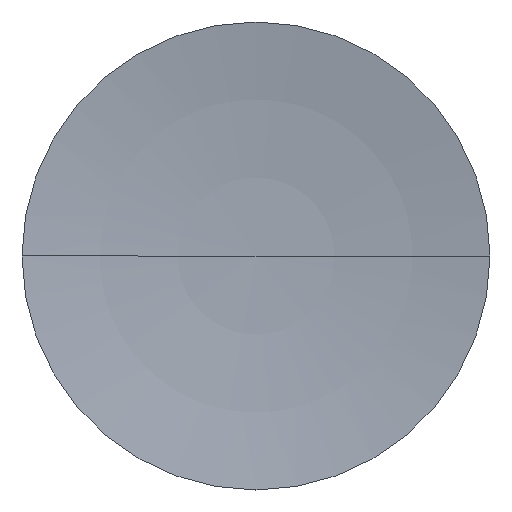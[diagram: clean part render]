
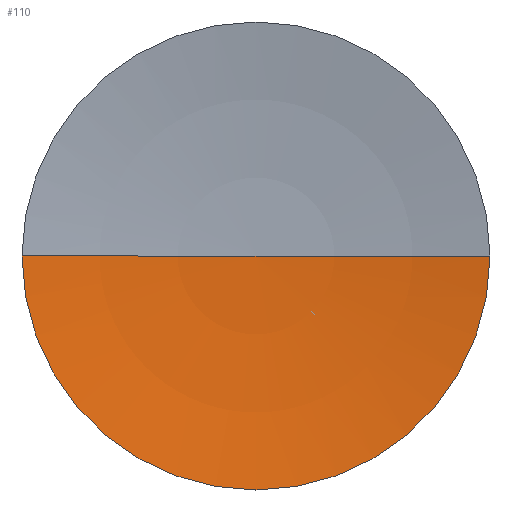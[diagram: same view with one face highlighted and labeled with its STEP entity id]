
A CAD part, left-side view. The second image highlights one B-rep face of the part: STEP entity #110.
In plain terms, the highlighted toroidal (fillet/blend) face has major radius 0.7 mm and minor radius 71.8 mm.
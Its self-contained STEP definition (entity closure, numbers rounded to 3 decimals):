
#10 = DIRECTION ( 'NONE',  ( 0., 0., 1. ) ) ;
#12 = ORIENTED_EDGE ( 'NONE', *, *, #30, .F. ) ;
#15 = AXIS2_PLACEMENT_3D ( 'NONE', #115, #133, #83 ) ;
#26 = CARTESIAN_POINT ( 'NONE',  ( 23.294, 52.878, 0. ) ) ;
#30 = EDGE_CURVE ( 'NONE', #179, #78, #192, .T. ) ;
#32 = VERTEX_POINT ( 'NONE', #174 ) ;
#35 = CARTESIAN_POINT ( 'NONE',  ( 23.294, 51.478, 0. ) ) ;
#40 = DIRECTION ( 'NONE',  ( 0., 0., -1. ) ) ;
#47 = AXIS2_PLACEMENT_3D ( 'NONE', #26, #10, #106 ) ;
#52 = TOROIDAL_SURFACE ( 'NONE', #109, 0.7, 71.8 ) ;
#73 = CIRCLE ( 'NONE', #47, 71.8 ) ;
#78 = VERTEX_POINT ( 'NONE', #135 ) ;
#83 = DIRECTION ( 'NONE',  ( 0., -1., 0. ) ) ;
#86 = CARTESIAN_POINT ( 'NONE',  ( 23.294, 52.178, 0. ) ) ;
#89 = EDGE_LOOP ( 'NONE', ( #12, #176, #172 ) ) ;
#98 = AXIS2_PLACEMENT_3D ( 'NONE', #35, #40, #145 ) ;
#104 = EDGE_CURVE ( 'NONE', #179, #32, #73, .T. ) ;
#106 = DIRECTION ( 'NONE',  ( 0., -1., 0. ) ) ;
#109 = AXIS2_PLACEMENT_3D ( 'NONE', #86, #190, #131 ) ;
#110 = ADVANCED_FACE ( 'NONE', ( #187 ), #52, .F. ) ;
#115 = CARTESIAN_POINT ( 'NONE',  ( 94.084, 52.178, 0. ) ) ;
#116 = EDGE_CURVE ( 'NONE', #32, #78, #156, .T. ) ;
#131 = DIRECTION ( 'NONE',  ( 0., -1., 0. ) ) ;
#133 = DIRECTION ( 'NONE',  ( -1., 0., 0. ) ) ;
#135 = CARTESIAN_POINT ( 'NONE',  ( 94.084, 39.478, 0. ) ) ;
#145 = DIRECTION ( 'NONE',  ( -1., 0., 0. ) ) ;
#156 = CIRCLE ( 'NONE', #15, 12.7 ) ;
#164 = CARTESIAN_POINT ( 'NONE',  ( 95.09, 52.178, 0. ) ) ;
#172 = ORIENTED_EDGE ( 'NONE', *, *, #116, .T. ) ;
#174 = CARTESIAN_POINT ( 'NONE',  ( 94.084, 64.878, 0. ) ) ;
#176 = ORIENTED_EDGE ( 'NONE', *, *, #104, .T. ) ;
#179 = VERTEX_POINT ( 'NONE', #164 ) ;
#187 = FACE_OUTER_BOUND ( 'NONE', #89, .T. ) ;
#190 = DIRECTION ( 'NONE',  ( -1., 0., 0. ) ) ;
#192 = CIRCLE ( 'NONE', #98, 71.8 ) ;
